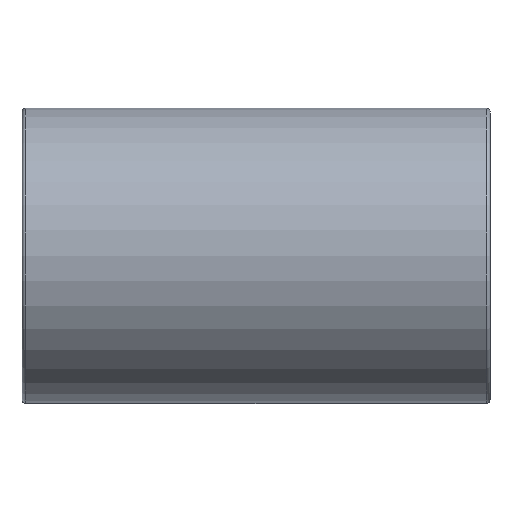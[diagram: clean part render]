
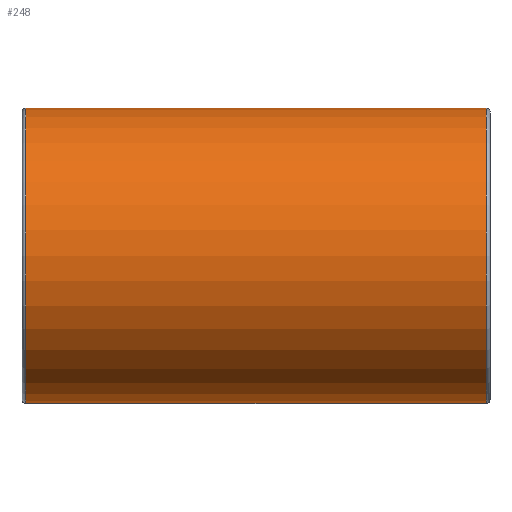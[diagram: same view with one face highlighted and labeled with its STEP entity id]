
A CAD part, top view. The second image highlights one B-rep face of the part: STEP entity #248.
In plain terms, the highlighted cylindrical face has radius 40.5 mm (diameter 81 mm), a full revolution.
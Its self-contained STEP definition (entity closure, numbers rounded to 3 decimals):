
#27=ELLIPSE('',#288,57.276,40.5);
#28=ELLIPSE('',#289,57.276,40.5);
#29=ELLIPSE('',#291,57.276,40.5);
#30=ELLIPSE('',#292,57.276,40.5);
#35=LINE('',#429,#44);
#36=LINE('',#435,#45);
#44=VECTOR('',#337,40.5);
#45=VECTOR('',#342,40.5);
#53=CYLINDRICAL_SURFACE('',#287,40.5);
#61=FACE_OUTER_BOUND('',#77,.T.);
#77=EDGE_LOOP('',(#178,#179,#180,#181,#182,#183,#184,#185,#186,#187));
#100=CIRCLE('',#286,40.5);
#101=CIRCLE('',#290,40.5);
#117=VERTEX_POINT('',#424);
#118=VERTEX_POINT('',#428);
#119=VERTEX_POINT('',#430);
#120=VERTEX_POINT('',#432);
#121=VERTEX_POINT('',#434);
#122=VERTEX_POINT('',#437);
#141=EDGE_CURVE('',#117,#117,#100,.T.);
#142=EDGE_CURVE('',#117,#118,#35,.T.);
#143=EDGE_CURVE('',#118,#119,#27,.T.);
#144=EDGE_CURVE('',#119,#120,#28,.T.);
#145=EDGE_CURVE('',#120,#121,#36,.T.);
#146=EDGE_CURVE('',#121,#121,#101,.T.);
#147=EDGE_CURVE('',#120,#122,#29,.T.);
#148=EDGE_CURVE('',#122,#118,#30,.T.);
#178=ORIENTED_EDGE('',*,*,#141,.F.);
#179=ORIENTED_EDGE('',*,*,#142,.T.);
#180=ORIENTED_EDGE('',*,*,#143,.T.);
#181=ORIENTED_EDGE('',*,*,#144,.T.);
#182=ORIENTED_EDGE('',*,*,#145,.T.);
#183=ORIENTED_EDGE('',*,*,#146,.F.);
#184=ORIENTED_EDGE('',*,*,#145,.F.);
#185=ORIENTED_EDGE('',*,*,#147,.T.);
#186=ORIENTED_EDGE('',*,*,#148,.T.);
#187=ORIENTED_EDGE('',*,*,#142,.F.);
#248=ADVANCED_FACE('',(#61),#53,.T.);
#286=AXIS2_PLACEMENT_3D('',#426,#333,#334);
#287=AXIS2_PLACEMENT_3D('',#427,#335,#336);
#288=AXIS2_PLACEMENT_3D('',#431,#338,#339);
#289=AXIS2_PLACEMENT_3D('',#433,#340,#341);
#290=AXIS2_PLACEMENT_3D('',#436,#343,#344);
#291=AXIS2_PLACEMENT_3D('',#438,#345,#346);
#292=AXIS2_PLACEMENT_3D('',#439,#347,#348);
#333=DIRECTION('center_axis',(-1.,0.,0.));
#334=DIRECTION('ref_axis',(0.,0.,-1.));
#335=DIRECTION('center_axis',(-1.,0.,0.));
#336=DIRECTION('ref_axis',(0.,0.,1.));
#337=DIRECTION('',(1.,0.,0.));
#338=DIRECTION('center_axis',(-0.707,0.,0.707));
#339=DIRECTION('ref_axis',(0.707,0.,0.707));
#340=DIRECTION('center_axis',(0.707,0.,0.707));
#341=DIRECTION('ref_axis',(0.707,0.,-0.707));
#342=DIRECTION('',(1.,0.,0.));
#343=DIRECTION('center_axis',(1.,0.,0.));
#344=DIRECTION('ref_axis',(0.,0.,-1.));
#345=DIRECTION('center_axis',(0.707,0.,0.707));
#346=DIRECTION('ref_axis',(0.707,0.,-0.707));
#347=DIRECTION('center_axis',(-0.707,0.,0.707));
#348=DIRECTION('ref_axis',(0.707,0.,0.707));
#424=CARTESIAN_POINT('',(-63.25,0.,-40.5));
#426=CARTESIAN_POINT('Origin',(-63.25,0.,0.));
#427=CARTESIAN_POINT('Origin',(0.,0.,0.));
#428=CARTESIAN_POINT('',(-40.5,0.,-40.5));
#429=CARTESIAN_POINT('',(0.,0.,-40.5));
#430=CARTESIAN_POINT('',(0.,-40.5,0.));
#431=CARTESIAN_POINT('Origin',(0.,0.,0.));
#432=CARTESIAN_POINT('',(40.5,0.,-40.5));
#433=CARTESIAN_POINT('Origin',(0.,0.,0.));
#434=CARTESIAN_POINT('',(63.25,0.,-40.5));
#435=CARTESIAN_POINT('',(0.,0.,-40.5));
#436=CARTESIAN_POINT('Origin',(63.25,0.,0.));
#437=CARTESIAN_POINT('',(0.,40.5,0.));
#438=CARTESIAN_POINT('Origin',(0.,0.,0.));
#439=CARTESIAN_POINT('Origin',(0.,0.,0.));
